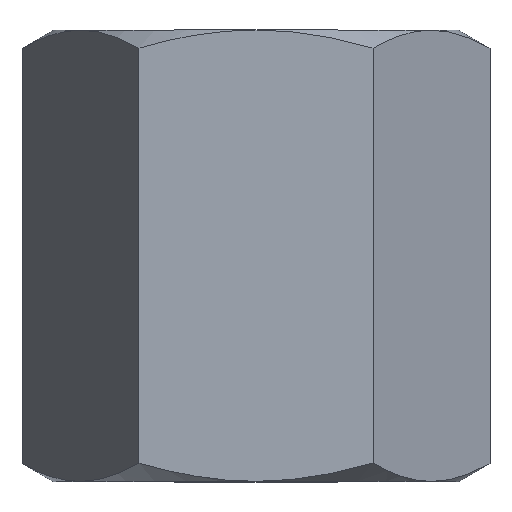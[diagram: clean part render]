
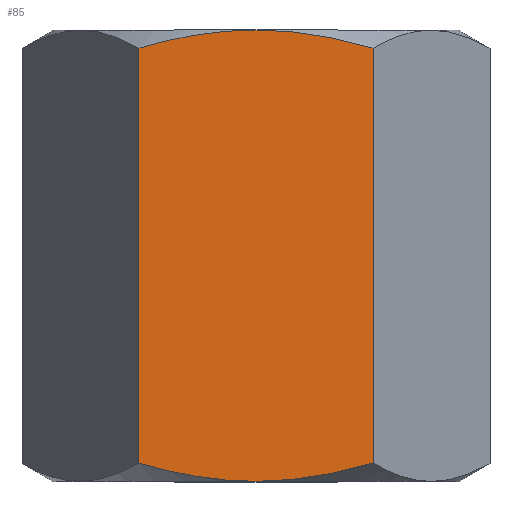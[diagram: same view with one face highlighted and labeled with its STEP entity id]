
A CAD part, top view. The second image highlights one B-rep face of the part: STEP entity #85.
In plain terms, the highlighted planar face has unit normal (0, 0, 1).
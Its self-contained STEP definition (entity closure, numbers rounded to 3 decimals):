
#85=ADVANCED_FACE('',(#183),#184,.T.);
#183=FACE_OUTER_BOUND('',#294,.T.);
#184=PLANE('',#295);
#294=EDGE_LOOP('',(#463,#464,#465,#466,#467,#468));
#295=AXIS2_PLACEMENT_3D('',#469,#470,#471);
#463=ORIENTED_EDGE('',*,*,#701,.T.);
#464=ORIENTED_EDGE('',*,*,#646,.T.);
#465=ORIENTED_EDGE('',*,*,#699,.T.);
#466=ORIENTED_EDGE('',*,*,#702,.F.);
#467=ORIENTED_EDGE('',*,*,#694,.F.);
#468=ORIENTED_EDGE('',*,*,#654,.F.);
#469=CARTESIAN_POINT('',(-6.351,0.0,11.0));
#470=DIRECTION('',(0.0,0.0,1.0));
#471=DIRECTION('',(1.0,-0.0,0.0));
#646=EDGE_CURVE('',#751,#754,#756,.T.);
#654=EDGE_CURVE('',#767,#769,#770,.T.);
#694=EDGE_CURVE('',#769,#834,#836,.T.);
#699=EDGE_CURVE('',#754,#841,#843,.T.);
#701=EDGE_CURVE('',#767,#751,#845,.T.);
#702=EDGE_CURVE('',#834,#841,#846,.T.);
#751=VERTEX_POINT('',#898);
#754=VERTEX_POINT('',#901);
#756=(B_SPLINE_CURVE(2,(#913,#914,#915),.UNSPECIFIED.,.F.,.F.)B_SPLINE_CURVE_WITH_KNOTS((3,3),(-5.977,-4.017),.UNSPECIFIED.)RATIONAL_B_SPLINE_CURVE((3.008,3.008,2.792))BOUNDED_CURVE()REPRESENTATION_ITEM('')GEOMETRIC_REPRESENTATION_ITEM()CURVE());
#767=VERTEX_POINT('',#951);
#769=VERTEX_POINT('',#962);
#770=LINE('',#963,#964);
#834=VERTEX_POINT('',#1138);
#836=(B_SPLINE_CURVE(2,(#1141,#1142,#1143),.UNSPECIFIED.,.F.,.F.)B_SPLINE_CURVE_WITH_KNOTS((3,3),(-7.937,-5.977),.UNSPECIFIED.)RATIONAL_B_SPLINE_CURVE((2.792,3.008,3.008))BOUNDED_CURVE()REPRESENTATION_ITEM('')GEOMETRIC_REPRESENTATION_ITEM()CURVE());
#841=VERTEX_POINT('',#1163);
#843=LINE('',#1174,#1175);
#845=(B_SPLINE_CURVE(2,(#1178,#1179,#1180),.UNSPECIFIED.,.F.,.F.)B_SPLINE_CURVE_WITH_KNOTS((3,3),(-7.937,-5.977),.UNSPECIFIED.)RATIONAL_B_SPLINE_CURVE((2.792,3.008,3.008))BOUNDED_CURVE()REPRESENTATION_ITEM('')GEOMETRIC_REPRESENTATION_ITEM()CURVE());
#846=(B_SPLINE_CURVE(2,(#1188,#1189,#1190),.UNSPECIFIED.,.F.,.F.)B_SPLINE_CURVE_WITH_KNOTS((3,3),(-5.977,-4.017),.UNSPECIFIED.)RATIONAL_B_SPLINE_CURVE((3.008,3.008,2.792))BOUNDED_CURVE()REPRESENTATION_ITEM('')GEOMETRIC_REPRESENTATION_ITEM()CURVE());
#898=CARTESIAN_POINT('',(0.0,0.0,11.0));
#901=CARTESIAN_POINT('',(6.351,0.982,11.0));
#913=CARTESIAN_POINT('',(0.,0.,11.0));
#914=CARTESIAN_POINT('',(2.947,0.,11.0));
#915=CARTESIAN_POINT('',(6.351,0.982,11.0));
#951=CARTESIAN_POINT('',(-6.351,0.982,11.0));
#962=CARTESIAN_POINT('',(-6.351,23.518,11.0));
#963=CARTESIAN_POINT('',(-6.351,0.982,11.0));
#964=VECTOR('',#1287,22.535);
#1138=CARTESIAN_POINT('',(0.,24.5,11.0));
#1141=CARTESIAN_POINT('',(-6.351,23.518,11.0));
#1142=CARTESIAN_POINT('',(-2.947,24.5,11.0));
#1143=CARTESIAN_POINT('',(0.,24.5,11.0));
#1163=CARTESIAN_POINT('',(6.351,23.518,11.0));
#1174=CARTESIAN_POINT('',(6.351,0.982,11.0));
#1175=VECTOR('',#1326,22.535);
#1178=CARTESIAN_POINT('',(-6.351,0.982,11.0));
#1179=CARTESIAN_POINT('',(-2.947,0.,11.0));
#1180=CARTESIAN_POINT('',(0.,0.,11.0));
#1188=CARTESIAN_POINT('',(0.,24.5,11.0));
#1189=CARTESIAN_POINT('',(2.947,24.5,11.0));
#1190=CARTESIAN_POINT('',(6.351,23.518,11.0));
#1287=DIRECTION('',(0.0,1.0,0.0));
#1326=DIRECTION('',(0.0,1.0,0.0));
